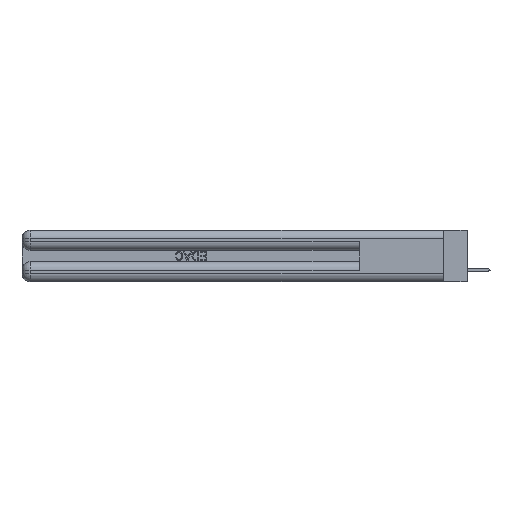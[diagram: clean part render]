
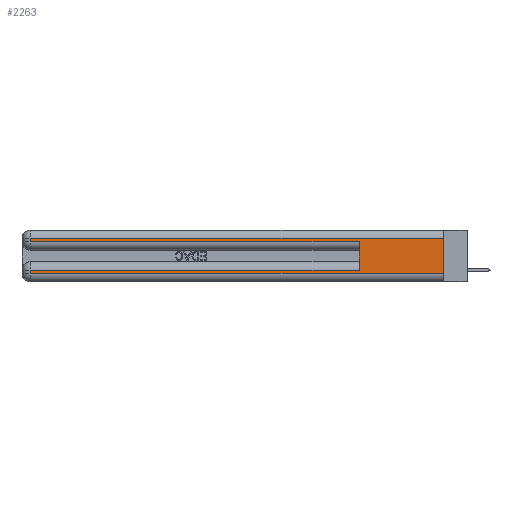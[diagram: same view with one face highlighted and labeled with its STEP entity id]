
A CAD part, left-side view. The second image highlights one B-rep face of the part: STEP entity #2263.
In plain terms, the highlighted planar face has unit normal (-1, 0, 0).
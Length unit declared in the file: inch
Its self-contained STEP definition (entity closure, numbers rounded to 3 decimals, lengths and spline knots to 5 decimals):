
#403 = VERTEX_POINT ( 'NONE', #35977 ) ;
#742 = ORIENTED_EDGE ( 'NONE', *, *, #25999, .F. ) ;
#1709 = CARTESIAN_POINT ( 'NONE',  ( 0., 2.94, 0.37 ) ) ;
#2258 = VECTOR ( 'NONE', #2551, 39.37008 ) ;
#2263 = ADVANCED_FACE ( 'NONE', ( #18340 ), #30440, .F. ) ;
#2477 = CARTESIAN_POINT ( 'NONE',  ( 0., 0., 0.06 ) ) ;
#2551 = DIRECTION ( 'NONE',  ( 0., 1., 0. ) ) ;
#4047 = VERTEX_POINT ( 'NONE', #20543 ) ;
#4438 = VECTOR ( 'NONE', #5748, 39.37008 ) ;
#5377 = VECTOR ( 'NONE', #36294, 39.37008 ) ;
#5748 = DIRECTION ( 'NONE',  ( 0., 0., 1. ) ) ;
#7812 = LINE ( 'NONE', #37832, #31371 ) ;
#9084 = VECTOR ( 'NONE', #16732, 39.37008 ) ;
#9309 = LINE ( 'NONE', #16866, #5377 ) ;
#10324 = LINE ( 'NONE', #23501, #16177 ) ;
#12657 = CARTESIAN_POINT ( 'NONE',  ( 0., 0.6, 0.085 ) ) ;
#13740 = VERTEX_POINT ( 'NONE', #33181 ) ;
#14986 = EDGE_CURVE ( 'NONE', #4047, #27851, #10324, .T. ) ;
#15182 = VECTOR ( 'NONE', #36761, 39.37008 ) ;
#15440 = EDGE_CURVE ( 'NONE', #13740, #403, #7812, .T. ) ;
#16177 = VECTOR ( 'NONE', #26713, 39.37008 ) ;
#16732 = DIRECTION ( 'NONE',  ( 0., 0., -1. ) ) ;
#16866 = CARTESIAN_POINT ( 'NONE',  ( 0., 0., 0.285 ) ) ;
#17018 = ORIENTED_EDGE ( 'NONE', *, *, #35901, .T. ) ;
#17755 = EDGE_CURVE ( 'NONE', #29521, #4047, #17907, .T. ) ;
#17907 = LINE ( 'NONE', #35486, #9084 ) ;
#18236 = LINE ( 'NONE', #31569, #23137 ) ;
#18340 = FACE_OUTER_BOUND ( 'NONE', #25655, .T. ) ;
#18699 = DIRECTION ( 'NONE',  ( 0., 0., -1. ) ) ;
#18740 = EDGE_CURVE ( 'NONE', #35416, #33954, #9309, .T. ) ;
#19058 = DIRECTION ( 'NONE',  ( 1., 0., 0. ) ) ;
#20524 = LINE ( 'NONE', #1709, #15182 ) ;
#20543 = CARTESIAN_POINT ( 'NONE',  ( 0., 2.94, 0.06 ) ) ;
#22184 = ORIENTED_EDGE ( 'NONE', *, *, #17755, .T. ) ;
#22857 = ORIENTED_EDGE ( 'NONE', *, *, #24927, .F. ) ;
#23137 = VECTOR ( 'NONE', #32166, 39.37008 ) ;
#23491 = VERTEX_POINT ( 'NONE', #12657 ) ;
#23501 = CARTESIAN_POINT ( 'NONE',  ( 0., 0., 0.06 ) ) ;
#24205 = ORIENTED_EDGE ( 'NONE', *, *, #33326, .T. ) ;
#24342 = LINE ( 'NONE', #40299, #2258 ) ;
#24927 = EDGE_CURVE ( 'NONE', #23491, #33954, #37444, .T. ) ;
#25655 = EDGE_LOOP ( 'NONE', ( #742, #27390, #24205, #32683, #22857, #17018, #22184, #34069 ) ) ;
#25999 = EDGE_CURVE ( 'NONE', #13740, #27851, #18236, .T. ) ;
#26713 = DIRECTION ( 'NONE',  ( 0., -1., 0. ) ) ;
#27390 = ORIENTED_EDGE ( 'NONE', *, *, #15440, .T. ) ;
#27851 = VERTEX_POINT ( 'NONE', #2477 ) ;
#29521 = VERTEX_POINT ( 'NONE', #30978 ) ;
#30058 = AXIS2_PLACEMENT_3D ( 'NONE', #34410, #19058, #18699 ) ;
#30440 = PLANE ( 'NONE',  #30058 ) ;
#30978 = CARTESIAN_POINT ( 'NONE',  ( 0., 2.94, 0.085 ) ) ;
#31371 = VECTOR ( 'NONE', #31937, 39.37008 ) ;
#31519 = CARTESIAN_POINT ( 'NONE',  ( 0., 2.94, 0.285 ) ) ;
#31569 = CARTESIAN_POINT ( 'NONE',  ( 0., 0., 0.37 ) ) ;
#31937 = DIRECTION ( 'NONE',  ( 0., 1., 0. ) ) ;
#32166 = DIRECTION ( 'NONE',  ( 0., 0., -1. ) ) ;
#32683 = ORIENTED_EDGE ( 'NONE', *, *, #18740, .T. ) ;
#33181 = CARTESIAN_POINT ( 'NONE',  ( 0., 0., 0.31 ) ) ;
#33326 = EDGE_CURVE ( 'NONE', #403, #35416, #20524, .T. ) ;
#33954 = VERTEX_POINT ( 'NONE', #39017 ) ;
#34069 = ORIENTED_EDGE ( 'NONE', *, *, #14986, .T. ) ;
#34410 = CARTESIAN_POINT ( 'NONE',  ( 0., 0., 0.37 ) ) ;
#35416 = VERTEX_POINT ( 'NONE', #31519 ) ;
#35486 = CARTESIAN_POINT ( 'NONE',  ( 0., 2.94, 0.37 ) ) ;
#35901 = EDGE_CURVE ( 'NONE', #23491, #29521, #24342, .T. ) ;
#35977 = CARTESIAN_POINT ( 'NONE',  ( 0., 2.94, 0.31 ) ) ;
#36294 = DIRECTION ( 'NONE',  ( 0., -1., 0. ) ) ;
#36761 = DIRECTION ( 'NONE',  ( 0., 0., -1. ) ) ;
#37444 = LINE ( 'NONE', #40336, #4438 ) ;
#37832 = CARTESIAN_POINT ( 'NONE',  ( 0., 0., 0.31 ) ) ;
#39017 = CARTESIAN_POINT ( 'NONE',  ( 0., 0.6, 0.285 ) ) ;
#40299 = CARTESIAN_POINT ( 'NONE',  ( 0., 0., 0.085 ) ) ;
#40336 = CARTESIAN_POINT ( 'NONE',  ( 0., 0.6, 0.145 ) ) ;
